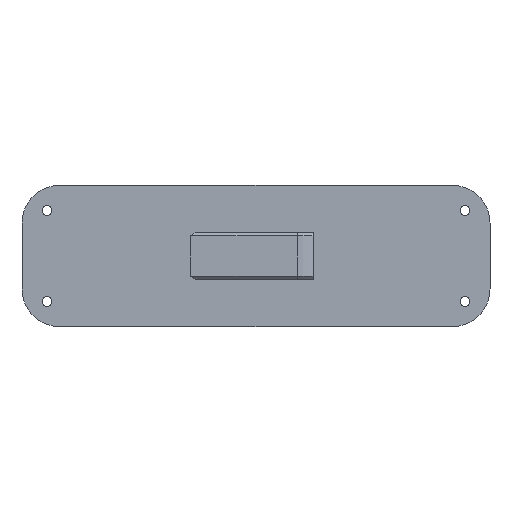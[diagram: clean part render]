
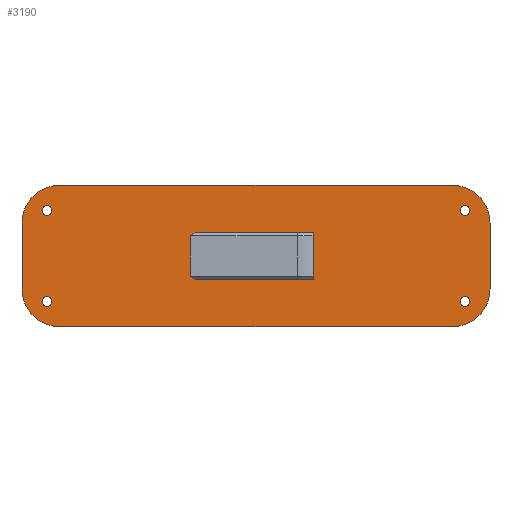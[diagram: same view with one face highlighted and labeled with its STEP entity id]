
A CAD part, top view. The second image highlights one B-rep face of the part: STEP entity #3190.
In plain terms, the highlighted planar face has unit normal (0, 0, 1).
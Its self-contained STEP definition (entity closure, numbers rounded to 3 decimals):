
#37=FACE_BOUND('',#595,.T.);
#38=FACE_BOUND('',#596,.T.);
#39=FACE_BOUND('',#597,.T.);
#40=FACE_BOUND('',#598,.T.);
#41=FACE_BOUND('',#599,.T.);
#194=PLANE('',#3611);
#399=FACE_OUTER_BOUND('',#594,.T.);
#594=EDGE_LOOP('',(#2882,#2883,#2884,#2885,#2886,#2887,#2888,#2889));
#595=EDGE_LOOP('',(#2890));
#596=EDGE_LOOP('',(#2891));
#597=EDGE_LOOP('',(#2892));
#598=EDGE_LOOP('',(#2893));
#599=EDGE_LOOP('',(#2894,#2895,#2896,#2897,#2898,#2899));
#817=LINE('',#5618,#1061);
#820=LINE('',#5626,#1064);
#833=LINE('',#5674,#1077);
#835=LINE('',#5680,#1079);
#836=LINE('',#5686,#1080);
#837=LINE('',#5690,#1081);
#838=LINE('',#5692,#1082);
#839=LINE('',#5693,#1083);
#1061=VECTOR('',#4503,10.);
#1064=VECTOR('',#4512,10.);
#1077=VECTOR('',#4557,10.);
#1079=VECTOR('',#4563,10.);
#1080=VECTOR('',#4568,10.);
#1081=VECTOR('',#4571,10.);
#1082=VECTOR('',#4572,10.);
#1083=VECTOR('',#4573,10.);
#1228=CIRCLE('',#3590,12.);
#1229=CIRCLE('',#3593,12.);
#1236=CIRCLE('',#3603,1.55);
#1237=CIRCLE('',#3605,1.55);
#1238=CIRCLE('',#3607,1.55);
#1239=CIRCLE('',#3609,1.55);
#1240=CIRCLE('',#3612,12.);
#1241=CIRCLE('',#3613,12.);
#1242=CIRCLE('',#3614,10.);
#1243=CIRCLE('',#3615,10.);
#1516=VERTEX_POINT('',#5610);
#1517=VERTEX_POINT('',#5612);
#1518=VERTEX_POINT('',#5616);
#1519=VERTEX_POINT('',#5620);
#1520=VERTEX_POINT('',#5624);
#1535=VERTEX_POINT('',#5657);
#1536=VERTEX_POINT('',#5661);
#1537=VERTEX_POINT('',#5665);
#1538=VERTEX_POINT('',#5669);
#1539=VERTEX_POINT('',#5673);
#1540=VERTEX_POINT('',#5677);
#1541=VERTEX_POINT('',#5679);
#1542=VERTEX_POINT('',#5682);
#1543=VERTEX_POINT('',#5683);
#1544=VERTEX_POINT('',#5685);
#1545=VERTEX_POINT('',#5687);
#1546=VERTEX_POINT('',#5689);
#1547=VERTEX_POINT('',#5691);
#1963=EDGE_CURVE('',#1516,#1517,#1228,.T.);
#1966=EDGE_CURVE('',#1516,#1518,#817,.T.);
#1968=EDGE_CURVE('',#1519,#1518,#1229,.T.);
#1970=EDGE_CURVE('',#1519,#1520,#820,.T.);
#1986=EDGE_CURVE('',#1535,#1535,#1236,.T.);
#1988=EDGE_CURVE('',#1536,#1536,#1237,.T.);
#1990=EDGE_CURVE('',#1537,#1537,#1238,.T.);
#1992=EDGE_CURVE('',#1538,#1538,#1239,.T.);
#1993=EDGE_CURVE('',#1539,#1517,#833,.T.);
#1995=EDGE_CURVE('',#1540,#1520,#1240,.T.);
#1996=EDGE_CURVE('',#1540,#1541,#835,.T.);
#1997=EDGE_CURVE('',#1539,#1541,#1241,.T.);
#1998=EDGE_CURVE('',#1542,#1543,#1242,.T.);
#1999=EDGE_CURVE('',#1543,#1544,#836,.T.);
#2000=EDGE_CURVE('',#1544,#1545,#1243,.T.);
#2001=EDGE_CURVE('',#1545,#1546,#837,.T.);
#2002=EDGE_CURVE('',#1546,#1547,#838,.T.);
#2003=EDGE_CURVE('',#1547,#1542,#839,.T.);
#2882=ORIENTED_EDGE('',*,*,#1963,.F.);
#2883=ORIENTED_EDGE('',*,*,#1966,.T.);
#2884=ORIENTED_EDGE('',*,*,#1968,.F.);
#2885=ORIENTED_EDGE('',*,*,#1970,.T.);
#2886=ORIENTED_EDGE('',*,*,#1995,.F.);
#2887=ORIENTED_EDGE('',*,*,#1996,.T.);
#2888=ORIENTED_EDGE('',*,*,#1997,.F.);
#2889=ORIENTED_EDGE('',*,*,#1993,.T.);
#2890=ORIENTED_EDGE('',*,*,#1986,.T.);
#2891=ORIENTED_EDGE('',*,*,#1988,.T.);
#2892=ORIENTED_EDGE('',*,*,#1990,.T.);
#2893=ORIENTED_EDGE('',*,*,#1992,.T.);
#2894=ORIENTED_EDGE('',*,*,#1998,.T.);
#2895=ORIENTED_EDGE('',*,*,#1999,.T.);
#2896=ORIENTED_EDGE('',*,*,#2000,.T.);
#2897=ORIENTED_EDGE('',*,*,#2001,.T.);
#2898=ORIENTED_EDGE('',*,*,#2002,.T.);
#2899=ORIENTED_EDGE('',*,*,#2003,.T.);
#3190=ADVANCED_FACE('',(#399,#37,#38,#39,#40,#41),#194,.T.);
#3590=AXIS2_PLACEMENT_3D('',#5613,#4497,#4498);
#3593=AXIS2_PLACEMENT_3D('',#5622,#4507,#4508);
#3603=AXIS2_PLACEMENT_3D('',#5659,#4538,#4539);
#3605=AXIS2_PLACEMENT_3D('',#5663,#4543,#4544);
#3607=AXIS2_PLACEMENT_3D('',#5667,#4548,#4549);
#3609=AXIS2_PLACEMENT_3D('',#5671,#4553,#4554);
#3611=AXIS2_PLACEMENT_3D('',#5676,#4559,#4560);
#3612=AXIS2_PLACEMENT_3D('',#5678,#4561,#4562);
#3613=AXIS2_PLACEMENT_3D('',#5681,#4564,#4565);
#3614=AXIS2_PLACEMENT_3D('',#5684,#4566,#4567);
#3615=AXIS2_PLACEMENT_3D('',#5688,#4569,#4570);
#4497=DIRECTION('center_axis',(0.,0.,-1.));
#4498=DIRECTION('ref_axis',(-0.707,0.707,0.));
#4503=DIRECTION('',(0.,-1.,0.));
#4507=DIRECTION('center_axis',(0.,0.,-1.));
#4508=DIRECTION('ref_axis',(-0.707,-0.707,0.));
#4512=DIRECTION('',(1.,0.,0.));
#4538=DIRECTION('center_axis',(0.,0.,-1.));
#4539=DIRECTION('ref_axis',(-1.,0.,0.));
#4543=DIRECTION('center_axis',(0.,0.,-1.));
#4544=DIRECTION('ref_axis',(-1.,0.,0.));
#4548=DIRECTION('center_axis',(0.,0.,-1.));
#4549=DIRECTION('ref_axis',(-1.,0.,0.));
#4553=DIRECTION('center_axis',(0.,0.,-1.));
#4554=DIRECTION('ref_axis',(-1.,0.,0.));
#4557=DIRECTION('',(-1.,0.,0.));
#4559=DIRECTION('center_axis',(0.,0.,1.));
#4560=DIRECTION('ref_axis',(1.,0.,0.));
#4561=DIRECTION('center_axis',(0.,0.,-1.));
#4562=DIRECTION('ref_axis',(0.707,-0.707,0.));
#4563=DIRECTION('',(0.,1.,0.));
#4564=DIRECTION('center_axis',(0.,0.,-1.));
#4565=DIRECTION('ref_axis',(0.707,0.707,0.));
#4566=DIRECTION('center_axis',(0.,0.,-1.));
#4567=DIRECTION('ref_axis',(0.6,0.8,0.));
#4568=DIRECTION('',(0.,1.,0.));
#4569=DIRECTION('center_axis',(0.,0.,-1.));
#4570=DIRECTION('ref_axis',(0.436,-0.9,0.));
#4571=DIRECTION('',(1.,0.,0.));
#4572=DIRECTION('',(0.,-1.,0.));
#4573=DIRECTION('',(-1.,0.,0.));
#5610=CARTESIAN_POINT('',(-53.669,18.,0.));
#5612=CARTESIAN_POINT('',(-41.669,30.,0.));
#5613=CARTESIAN_POINT('Origin',(-41.669,18.,0.));
#5616=CARTESIAN_POINT('',(-53.669,-3.,0.));
#5618=CARTESIAN_POINT('',(-53.669,30.,0.));
#5620=CARTESIAN_POINT('',(-41.669,-15.,0.));
#5622=CARTESIAN_POINT('Origin',(-41.669,-3.,0.));
#5624=CARTESIAN_POINT('',(83.331,-15.,0.));
#5626=CARTESIAN_POINT('',(-53.669,-15.,0.));
#5657=CARTESIAN_POINT('',(88.881,22.,0.));
#5659=CARTESIAN_POINT('Origin',(87.331,22.,0.));
#5661=CARTESIAN_POINT('',(88.881,-7.,0.));
#5663=CARTESIAN_POINT('Origin',(87.331,-7.,0.));
#5665=CARTESIAN_POINT('',(-44.119,22.,0.));
#5667=CARTESIAN_POINT('Origin',(-45.669,22.,0.));
#5669=CARTESIAN_POINT('',(-44.119,-7.,0.));
#5671=CARTESIAN_POINT('Origin',(-45.669,-7.,0.));
#5673=CARTESIAN_POINT('',(83.331,30.,0.));
#5674=CARTESIAN_POINT('',(95.331,30.,0.));
#5676=CARTESIAN_POINT('Origin',(-28.969,7.5,0.));
#5677=CARTESIAN_POINT('',(95.331,-3.,0.));
#5678=CARTESIAN_POINT('Origin',(83.331,-3.,0.));
#5679=CARTESIAN_POINT('',(95.331,18.,0.));
#5680=CARTESIAN_POINT('',(95.331,-15.,0.));
#5681=CARTESIAN_POINT('Origin',(83.331,18.,0.));
#5682=CARTESIAN_POINT('',(1.641,0.,0.));
#5683=CARTESIAN_POINT('',(0.,1.,0.));
#5684=CARTESIAN_POINT('Origin',(6.,9.,0.));
#5685=CARTESIAN_POINT('',(0.,14.,0.));
#5686=CARTESIAN_POINT('',(0.,1.,0.));
#5687=CARTESIAN_POINT('',(1.641,15.,0.));
#5688=CARTESIAN_POINT('Origin',(6.,6.,0.));
#5689=CARTESIAN_POINT('',(39.063,15.,0.));
#5690=CARTESIAN_POINT('',(1.641,15.,0.));
#5691=CARTESIAN_POINT('',(39.063,0.,0.));
#5692=CARTESIAN_POINT('',(39.063,15.,0.));
#5693=CARTESIAN_POINT('',(39.063,0.,0.));
